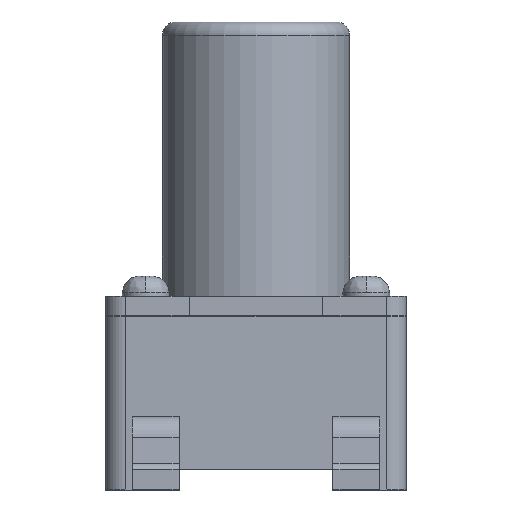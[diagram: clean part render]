
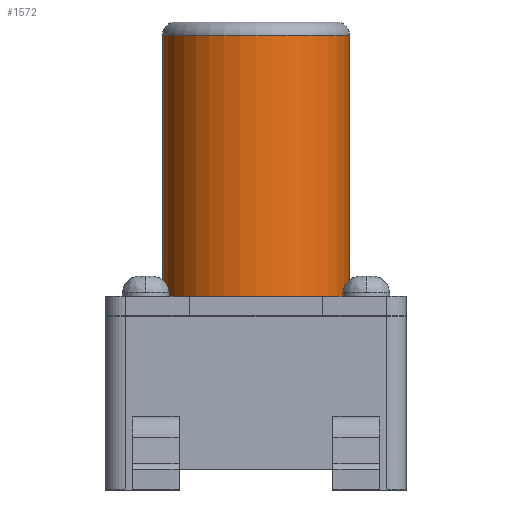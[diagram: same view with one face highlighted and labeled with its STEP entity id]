
A CAD part, left-side view. The second image highlights one B-rep face of the part: STEP entity #1572.
In plain terms, the highlighted cylindrical face has radius 1.4 mm (diameter 2.8 mm), a full revolution.
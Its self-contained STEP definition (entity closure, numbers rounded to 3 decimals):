
#1572 = ADVANCED_FACE('',(#1573),#1608,.T.);
#1573 = FACE_BOUND('',#1574,.T.);
#1574 = EDGE_LOOP('',(#1575,#1586,#1593,#1600,#1601));
#1575 = ORIENTED_EDGE('',*,*,#1576,.T.);
#1576 = EDGE_CURVE('',#1577,#1579,#1581,.T.);
#1577 = VERTEX_POINT('',#1578);
#1578 = CARTESIAN_POINT('',(-1.4,0.,2.9));
#1579 = VERTEX_POINT('',#1580);
#1580 = CARTESIAN_POINT('',(1.4,0.,2.9));
#1581 = CIRCLE('',#1582,1.4);
#1582 = AXIS2_PLACEMENT_3D('',#1583,#1584,#1585);
#1583 = CARTESIAN_POINT('',(0.,0.,2.9));
#1584 = DIRECTION('',(0.,0.,1.));
#1585 = DIRECTION('',(-1.,0.,0.));
#1586 = ORIENTED_EDGE('',*,*,#1587,.F.);
#1587 = EDGE_CURVE('',#1588,#1579,#1590,.T.);
#1588 = VERTEX_POINT('',#1589);
#1589 = CARTESIAN_POINT('',(1.4,0.,6.8));
#1590 = B_SPLINE_CURVE_WITH_KNOTS('',1,(#1591,#1592),.UNSPECIFIED.,.F.,
  .F.,(2,2),(0.2,4.1),.PIECEWISE_BEZIER_KNOTS.);
#1591 = CARTESIAN_POINT('',(1.4,0.,6.8));
#1592 = CARTESIAN_POINT('',(1.4,0.,2.9));
#1593 = ORIENTED_EDGE('',*,*,#1594,.F.);
#1594 = EDGE_CURVE('',#1588,#1588,#1595,.T.);
#1595 = CIRCLE('',#1596,1.4);
#1596 = AXIS2_PLACEMENT_3D('',#1597,#1598,#1599);
#1597 = CARTESIAN_POINT('',(0.,0.,6.8));
#1598 = DIRECTION('',(-0.,0.,1.));
#1599 = DIRECTION('',(1.,0.,0.));
#1600 = ORIENTED_EDGE('',*,*,#1587,.T.);
#1601 = ORIENTED_EDGE('',*,*,#1602,.T.);
#1602 = EDGE_CURVE('',#1579,#1577,#1603,.T.);
#1603 = CIRCLE('',#1604,1.4);
#1604 = AXIS2_PLACEMENT_3D('',#1605,#1606,#1607);
#1605 = CARTESIAN_POINT('',(0.,0.,2.9));
#1606 = DIRECTION('',(0.,0.,1.));
#1607 = DIRECTION('',(-1.,0.,0.));
#1608 = CYLINDRICAL_SURFACE('',#1609,1.4);
#1609 = AXIS2_PLACEMENT_3D('',#1610,#1611,#1612);
#1610 = CARTESIAN_POINT('',(0.,0.,
    7.));
#1611 = DIRECTION('',(0.,0.,-1.));
#1612 = DIRECTION('',(1.,0.,0.));
